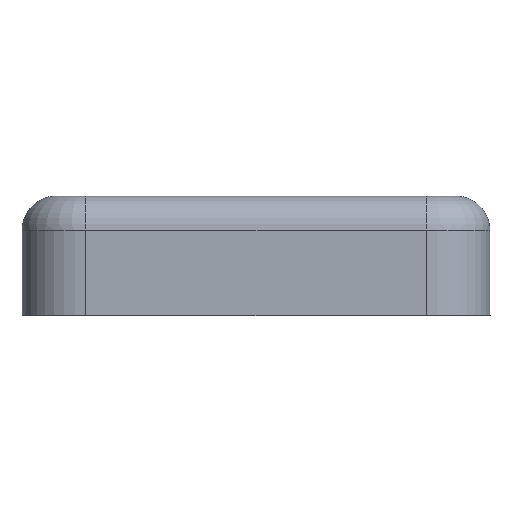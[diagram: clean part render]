
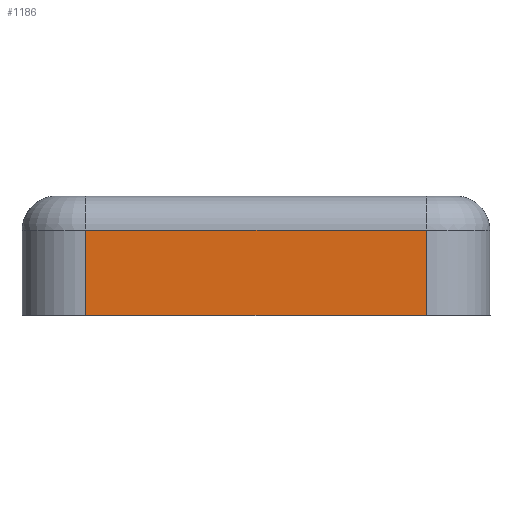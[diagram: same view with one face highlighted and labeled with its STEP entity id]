
A CAD part, top view. The second image highlights one B-rep face of the part: STEP entity #1186.
In plain terms, the highlighted planar face has unit normal (0, 0, 1).
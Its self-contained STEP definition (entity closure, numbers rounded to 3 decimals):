
#74 = CARTESIAN_POINT ( 'NONE',  ( -4., 0., 5.5 ) ) ;
#107 = DIRECTION ( 'NONE',  ( 1., 0., 0. ) ) ;
#122 = ORIENTED_EDGE ( 'NONE', *, *, #1296, .F. ) ;
#164 = DIRECTION ( 'NONE',  ( 0., 0., 1. ) ) ;
#175 = VERTEX_POINT ( 'NONE', #1414 ) ;
#199 = CARTESIAN_POINT ( 'NONE',  ( 4., 0., 5.5 ) ) ;
#214 = CARTESIAN_POINT ( 'NONE',  ( 4., -0.8, 5.5 ) ) ;
#303 = EDGE_CURVE ( 'NONE', #2172, #175, #944, .T. ) ;
#319 = VERTEX_POINT ( 'NONE', #1609 ) ;
#352 = VECTOR ( 'NONE', #1352, 1000. ) ;
#366 = CARTESIAN_POINT ( 'NONE',  ( -4., 0., 5.5 ) ) ;
#412 = VECTOR ( 'NONE', #107, 1000. ) ;
#476 = VECTOR ( 'NONE', #1436, 1000. ) ;
#480 = VECTOR ( 'NONE', #1083, 1000. ) ;
#490 = LINE ( 'NONE', #1859, #352 ) ;
#743 = ORIENTED_EDGE ( 'NONE', *, *, #303, .F. ) ;
#944 = LINE ( 'NONE', #199, #476 ) ;
#1066 = ORIENTED_EDGE ( 'NONE', *, *, #2151, .T. ) ;
#1083 = DIRECTION ( 'NONE',  ( 0., -1., 0. ) ) ;
#1186 = ADVANCED_FACE ( 'NONE', ( #1703 ), #2082, .T. ) ;
#1198 = LINE ( 'NONE', #366, #480 ) ;
#1214 = EDGE_CURVE ( 'NONE', #1510, #175, #2261, .T. ) ;
#1274 = EDGE_LOOP ( 'NONE', ( #1965, #743, #122, #1066 ) ) ;
#1296 = EDGE_CURVE ( 'NONE', #319, #2172, #490, .T. ) ;
#1352 = DIRECTION ( 'NONE',  ( 1., 0., 0. ) ) ;
#1414 = CARTESIAN_POINT ( 'NONE',  ( 4., -2.8, 5.5 ) ) ;
#1436 = DIRECTION ( 'NONE',  ( 0., -1., 0. ) ) ;
#1510 = VERTEX_POINT ( 'NONE', #1824 ) ;
#1609 = CARTESIAN_POINT ( 'NONE',  ( -4., -0.8, 5.5 ) ) ;
#1665 = DIRECTION ( 'NONE',  ( 1., 0., 0. ) ) ;
#1703 = FACE_OUTER_BOUND ( 'NONE', #1274, .T. ) ;
#1824 = CARTESIAN_POINT ( 'NONE',  ( -4., -2.8, 5.5 ) ) ;
#1859 = CARTESIAN_POINT ( 'NONE',  ( -4., -0.8, 5.5 ) ) ;
#1936 = AXIS2_PLACEMENT_3D ( 'NONE', #74, #164, #1665 ) ;
#1965 = ORIENTED_EDGE ( 'NONE', *, *, #1214, .T. ) ;
#2031 = CARTESIAN_POINT ( 'NONE',  ( -4., -2.8, 5.5 ) ) ;
#2082 = PLANE ( 'NONE',  #1936 ) ;
#2151 = EDGE_CURVE ( 'NONE', #319, #1510, #1198, .T. ) ;
#2172 = VERTEX_POINT ( 'NONE', #214 ) ;
#2261 = LINE ( 'NONE', #2031, #412 ) ;
